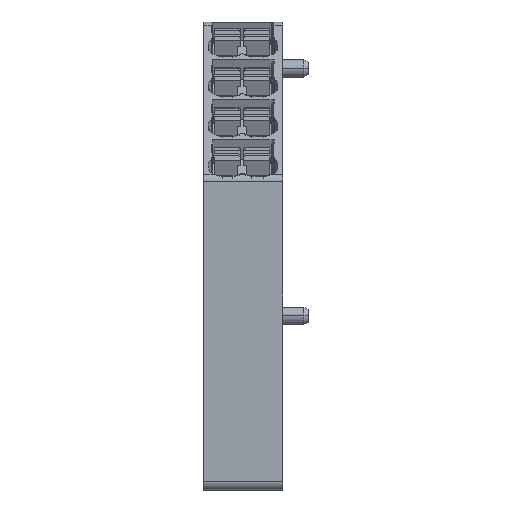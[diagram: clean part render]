
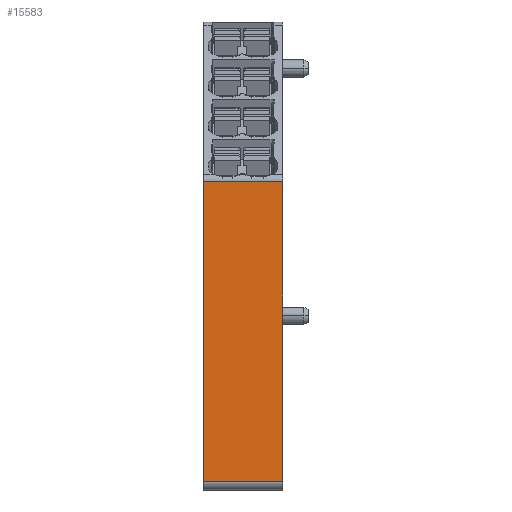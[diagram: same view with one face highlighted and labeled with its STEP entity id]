
A CAD part, front view. The second image highlights one B-rep face of the part: STEP entity #15583.
In plain terms, the highlighted planar face has unit normal (0, -1, 0).
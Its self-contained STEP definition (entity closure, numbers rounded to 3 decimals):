
#15556=AXIS2_PLACEMENT_3D('Plane Axis2P3D',#15553,#15554,#15555) ;
#15468=CARTESIAN_POINT('Vertex',(0.,0.,35.897)) ;
#15471=CARTESIAN_POINT('Line Origine',(4.6,0.,35.897)) ;
#15475=CARTESIAN_POINT('Vertex',(9.2,0.,35.897)) ;
#15553=CARTESIAN_POINT('Axis2P3D Location',(0.,0.,18.1)) ;
#15558=CARTESIAN_POINT('Line Origine',(0.,0.,18.449)) ;
#15562=CARTESIAN_POINT('Vertex',(0.,0.,1.)) ;
#15565=CARTESIAN_POINT('Line Origine',(4.6,0.,1.)) ;
#15569=CARTESIAN_POINT('Vertex',(9.2,0.,1.)) ;
#15572=CARTESIAN_POINT('Line Origine',(9.2,0.,18.449)) ;
#15472=DIRECTION('Vector Direction',(-1.,0.,0.)) ;
#15554=DIRECTION('Axis2P3D Direction',(0.,1.,0.)) ;
#15555=DIRECTION('Axis2P3D XDirection',(0.,0.,1.)) ;
#15559=DIRECTION('Vector Direction',(0.,0.,1.)) ;
#15566=DIRECTION('Vector Direction',(1.,0.,0.)) ;
#15573=DIRECTION('Vector Direction',(0.,0.,1.)) ;
#15473=VECTOR('Line Direction',#15472,1.) ;
#15560=VECTOR('Line Direction',#15559,1.) ;
#15567=VECTOR('Line Direction',#15566,1.) ;
#15574=VECTOR('Line Direction',#15573,1.) ;
#15578=ORIENTED_EDGE('',*,*,#15477,.F.) ;
#15579=ORIENTED_EDGE('',*,*,#15564,.F.) ;
#15580=ORIENTED_EDGE('',*,*,#15571,.T.) ;
#15581=ORIENTED_EDGE('',*,*,#15576,.T.) ;
#15583=ADVANCED_FACE('KLTR_PRV4-35X15.1\\KLTR_PRV4-35X15',(#15582),#15557,.F.) ;
#15477=EDGE_CURVE('',#15469,#15476,#15474,.F.) ;
#15564=EDGE_CURVE('',#15563,#15469,#15561,.T.) ;
#15571=EDGE_CURVE('',#15563,#15570,#15568,.T.) ;
#15576=EDGE_CURVE('',#15570,#15476,#15575,.T.) ;
#15577=EDGE_LOOP('',(#15578,#15579,#15580,#15581)) ;
#15582=FACE_OUTER_BOUND('',#15577,.T.) ;
#15474=LINE('Line',#15471,#15473) ;
#15561=LINE('Line',#15558,#15560) ;
#15568=LINE('Line',#15565,#15567) ;
#15575=LINE('Line',#15572,#15574) ;
#15557=PLANE('',#15556) ;
#15469=VERTEX_POINT('',#15468) ;
#15476=VERTEX_POINT('',#15475) ;
#15563=VERTEX_POINT('',#15562) ;
#15570=VERTEX_POINT('',#15569) ;
